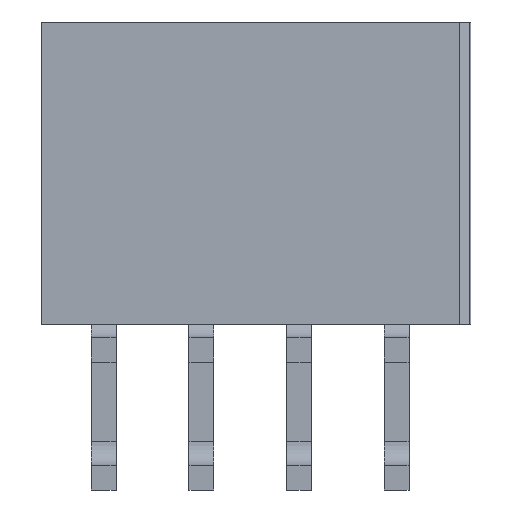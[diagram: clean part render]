
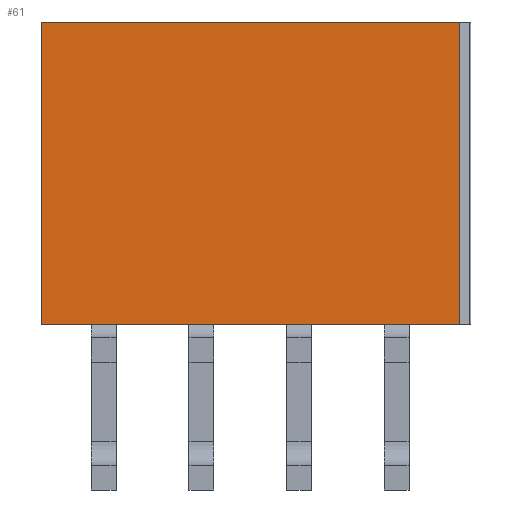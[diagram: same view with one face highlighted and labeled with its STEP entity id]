
A CAD part, front view. The second image highlights one B-rep face of the part: STEP entity #61.
In plain terms, the highlighted planar face has unit normal (0, -1, 0).
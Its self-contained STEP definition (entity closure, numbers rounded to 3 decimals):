
#61=ADVANCED_FACE('',(#261),#262,.T.);
#261=FACE_OUTER_BOUND('',#621,.T.);
#262=PLANE('',#622);
#621=EDGE_LOOP('',(#1128,#1129,#1130,#1131));
#622=AXIS2_PLACEMENT_3D('',#1132,#1133,#1134);
#1128=ORIENTED_EDGE('',*,*,#2398,.T.);
#1129=ORIENTED_EDGE('',*,*,#2351,.T.);
#1130=ORIENTED_EDGE('',*,*,#2341,.F.);
#1131=ORIENTED_EDGE('',*,*,#2295,.F.);
#1132=CARTESIAN_POINT('',(-9.0,-4.9,0.0));
#1133=DIRECTION('',(0.0,-1.0,0.0));
#1134=DIRECTION('',(0.0,0.0,-1.0));
#2295=EDGE_CURVE('',#2726,#2728,#2729,.T.);
#2341=EDGE_CURVE('',#2728,#2818,#2819,.T.);
#2351=EDGE_CURVE('',#2833,#2818,#2834,.T.);
#2398=EDGE_CURVE('',#2726,#2833,#2920,.T.);
#2726=VERTEX_POINT('',#3437);
#2728=VERTEX_POINT('',#3440);
#2729=LINE('',#3441,#3442);
#2818=VERTEX_POINT('',#3575);
#2819=LINE('',#3576,#3577);
#2833=VERTEX_POINT('',#3599);
#2834=LINE('',#3600,#3601);
#2920=LINE('',#3733,#3734);
#3437=CARTESIAN_POINT('',(-9.0,-4.9,0.0));
#3440=CARTESIAN_POINT('',(9.0,-4.9,0.0));
#3441=CARTESIAN_POINT('',(-9.0,-4.9,0.0));
#3442=VECTOR('',#4523,18.0);
#3575=CARTESIAN_POINT('',(9.0,-4.9,-13.0));
#3576=CARTESIAN_POINT('',(9.0,-4.9,0.0));
#3577=VECTOR('',#4571,13.0);
#3599=CARTESIAN_POINT('',(-9.0,-4.9,-13.0));
#3600=CARTESIAN_POINT('',(-9.0,-4.9,-13.0));
#3601=VECTOR('',#4583,18.0);
#3733=CARTESIAN_POINT('',(-9.0,-4.9,0.0));
#3734=VECTOR('',#4630,13.0);
#4523=DIRECTION('',(1.0,0.0,0.0));
#4571=DIRECTION('',(0.0,0.0,-1.0));
#4583=DIRECTION('',(1.0,0.0,0.0));
#4630=DIRECTION('',(0.0,0.0,-1.0));
